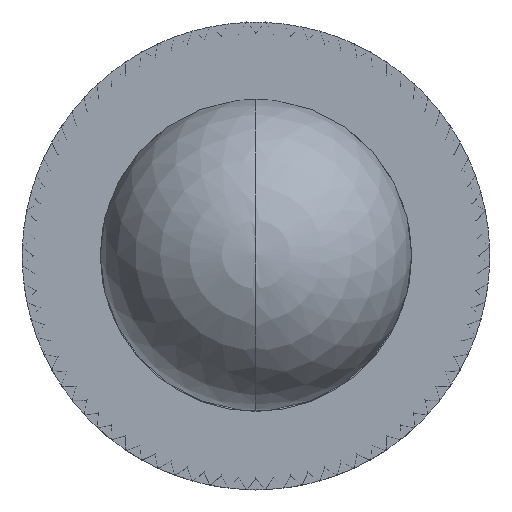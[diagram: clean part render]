
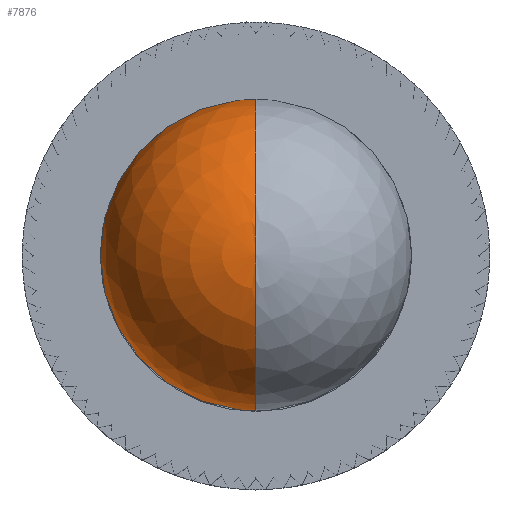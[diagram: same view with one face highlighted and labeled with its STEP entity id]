
A CAD part, top view. The second image highlights one B-rep face of the part: STEP entity #7876.
In plain terms, the highlighted spherical face has radius 4 mm.
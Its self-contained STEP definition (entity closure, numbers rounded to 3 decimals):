
#3512=VERTEX_POINT('',#9834);
#3602=VERTEX_POINT('',#9935);
#4838=VERTEX_POINT('',#11286);
#6376=EDGE_CURVE('',#4838,#3602,#12970,.T.);
#6394=EDGE_CURVE('',#3602,#3512,#12991,.T.);
#7332=EDGE_CURVE('',#3512,#4838,#14015,.T.);
#7876=ADVANCED_FACE('',(#14606),#14607,.T.);
#9834=CARTESIAN_POINT('',(0.,0.,13.9));
#9935=CARTESIAN_POINT('',(0.,3.922,9.116));
#11286=CARTESIAN_POINT('',(0.,-3.922,9.116));
#12970=CIRCLE('',#21161,3.922);
#12991=CIRCLE('',#21186,4.0);
#14015=CIRCLE('',#22618,4.0);
#14606=FACE_OUTER_BOUND('',#23451,.T.);
#14607=SPHERICAL_SURFACE('',#23452,4.0);
#21161=AXIS2_PLACEMENT_3D('',#30044,#30045,#30046);
#21186=AXIS2_PLACEMENT_3D('',#30075,#30076,#30077);
#22618=AXIS2_PLACEMENT_3D('',#31191,#31192,#31193);
#23451=EDGE_LOOP('',(#31900,#31901,#31902));
#23452=AXIS2_PLACEMENT_3D('',#31903,#31904,#31905);
#30044=CARTESIAN_POINT('',(0.,0.,9.116));
#30045=DIRECTION('',(0.0,0.0,-1.0));
#30046=DIRECTION('',(0.,1.0,0.0));
#30075=CARTESIAN_POINT('',(0.,0.,9.9));
#30076=DIRECTION('',(1.0,0.,-0.0));
#30077=DIRECTION('',(0.0,0.0,1.0));
#31191=CARTESIAN_POINT('',(0.,0.,9.9));
#31192=DIRECTION('',(1.0,0.,-0.0));
#31193=DIRECTION('',(0.0,0.0,1.0));
#31900=ORIENTED_EDGE('',*,*,#7332,.F.);
#31901=ORIENTED_EDGE('',*,*,#6394,.F.);
#31902=ORIENTED_EDGE('',*,*,#6376,.F.);
#31903=CARTESIAN_POINT('',(0.,0.,9.9));
#31904=DIRECTION('',(0.0,0.0,-1.0));
#31905=DIRECTION('',(0.,-1.0,0.0));
